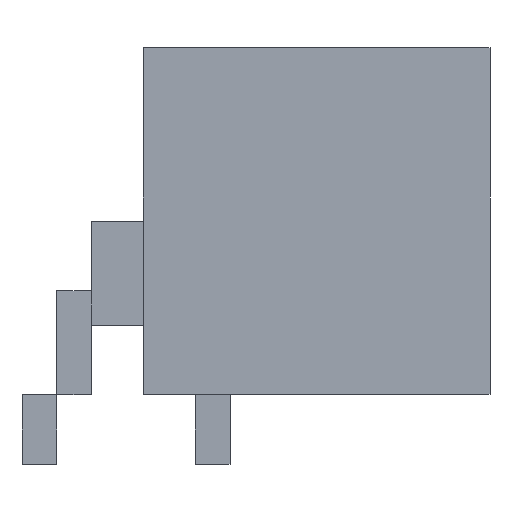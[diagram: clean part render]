
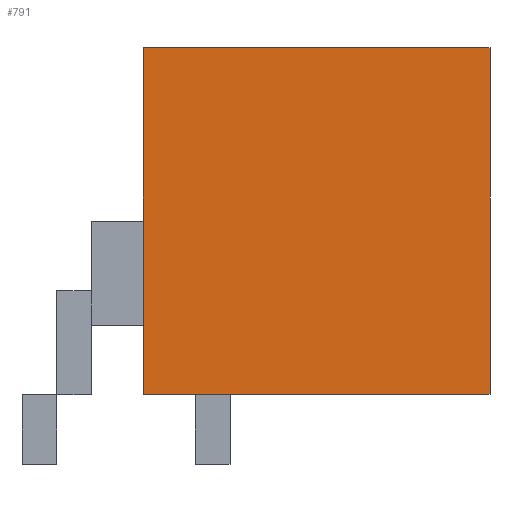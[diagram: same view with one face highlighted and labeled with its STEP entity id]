
A CAD part, top view. The second image highlights one B-rep face of the part: STEP entity #791.
In plain terms, the highlighted planar face has unit normal (0, 0, 1).
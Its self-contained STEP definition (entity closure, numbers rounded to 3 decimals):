
#791 = ADVANCED_FACE('',(#792),#806,.T.);
#792 = FACE_BOUND('',#793,.T.);
#793 = EDGE_LOOP('',(#794,#817,#833,#849));
#794 = ORIENTED_EDGE('',*,*,#795,.F.);
#795 = EDGE_CURVE('',#796,#798,#800,.T.);
#796 = VERTEX_POINT('',#797);
#797 = CARTESIAN_POINT('',(0.,0.,75.));
#798 = VERTEX_POINT('',#799);
#799 = CARTESIAN_POINT('',(0.,100.,75.));
#800 = SURFACE_CURVE('',#801,(#805),.PCURVE_S1.);
#801 = LINE('',#802,#803);
#802 = CARTESIAN_POINT('',(0.,0.,75.));
#803 = VECTOR('',#804,1.);
#804 = DIRECTION('',(0.,1.,0.));
#805 = PCURVE('',#806,#811);
#806 = PLANE('',#807);
#807 = AXIS2_PLACEMENT_3D('',#808,#809,#810);
#808 = CARTESIAN_POINT('',(0.,0.,75.));
#809 = DIRECTION('',(0.,0.,1.));
#810 = DIRECTION('',(1.,0.,0.));
#811 = DEFINITIONAL_REPRESENTATION('',(#812),#816);
#812 = LINE('',#813,#814);
#813 = CARTESIAN_POINT('',(0.,0.));
#814 = VECTOR('',#815,1.);
#815 = DIRECTION('',(0.,1.));
#816 = ( GEOMETRIC_REPRESENTATION_CONTEXT(2) 
PARAMETRIC_REPRESENTATION_CONTEXT() REPRESENTATION_CONTEXT('2D SPACE',''
  ) );
#817 = ORIENTED_EDGE('',*,*,#818,.T.);
#818 = EDGE_CURVE('',#796,#819,#821,.T.);
#819 = VERTEX_POINT('',#820);
#820 = CARTESIAN_POINT('',(100.,0.,75.));
#821 = SURFACE_CURVE('',#822,(#826),.PCURVE_S1.);
#822 = LINE('',#823,#824);
#823 = CARTESIAN_POINT('',(0.,0.,75.));
#824 = VECTOR('',#825,1.);
#825 = DIRECTION('',(1.,0.,0.));
#826 = PCURVE('',#806,#827);
#827 = DEFINITIONAL_REPRESENTATION('',(#828),#832);
#828 = LINE('',#829,#830);
#829 = CARTESIAN_POINT('',(0.,0.));
#830 = VECTOR('',#831,1.);
#831 = DIRECTION('',(1.,0.));
#832 = ( GEOMETRIC_REPRESENTATION_CONTEXT(2) 
PARAMETRIC_REPRESENTATION_CONTEXT() REPRESENTATION_CONTEXT('2D SPACE',''
  ) );
#833 = ORIENTED_EDGE('',*,*,#834,.T.);
#834 = EDGE_CURVE('',#819,#835,#837,.T.);
#835 = VERTEX_POINT('',#836);
#836 = CARTESIAN_POINT('',(100.,100.,75.));
#837 = SURFACE_CURVE('',#838,(#842),.PCURVE_S1.);
#838 = LINE('',#839,#840);
#839 = CARTESIAN_POINT('',(100.,0.,75.));
#840 = VECTOR('',#841,1.);
#841 = DIRECTION('',(0.,1.,0.));
#842 = PCURVE('',#806,#843);
#843 = DEFINITIONAL_REPRESENTATION('',(#844),#848);
#844 = LINE('',#845,#846);
#845 = CARTESIAN_POINT('',(100.,0.));
#846 = VECTOR('',#847,1.);
#847 = DIRECTION('',(0.,1.));
#848 = ( GEOMETRIC_REPRESENTATION_CONTEXT(2) 
PARAMETRIC_REPRESENTATION_CONTEXT() REPRESENTATION_CONTEXT('2D SPACE',''
  ) );
#849 = ORIENTED_EDGE('',*,*,#850,.F.);
#850 = EDGE_CURVE('',#798,#835,#851,.T.);
#851 = SURFACE_CURVE('',#852,(#856),.PCURVE_S1.);
#852 = LINE('',#853,#854);
#853 = CARTESIAN_POINT('',(0.,100.,75.));
#854 = VECTOR('',#855,1.);
#855 = DIRECTION('',(1.,0.,0.));
#856 = PCURVE('',#806,#857);
#857 = DEFINITIONAL_REPRESENTATION('',(#858),#862);
#858 = LINE('',#859,#860);
#859 = CARTESIAN_POINT('',(0.,100.));
#860 = VECTOR('',#861,1.);
#861 = DIRECTION('',(1.,0.));
#862 = ( GEOMETRIC_REPRESENTATION_CONTEXT(2) 
PARAMETRIC_REPRESENTATION_CONTEXT() REPRESENTATION_CONTEXT('2D SPACE',''
  ) );
